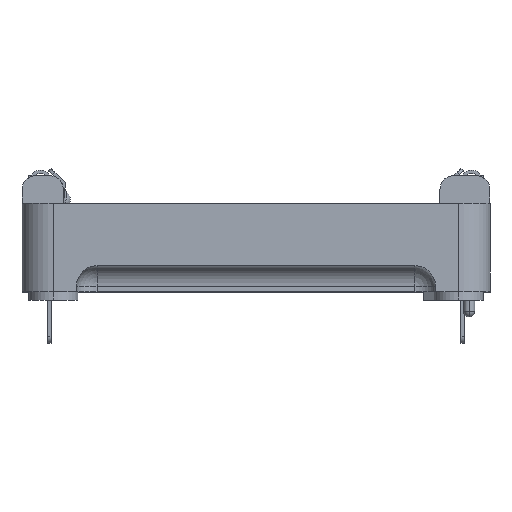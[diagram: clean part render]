
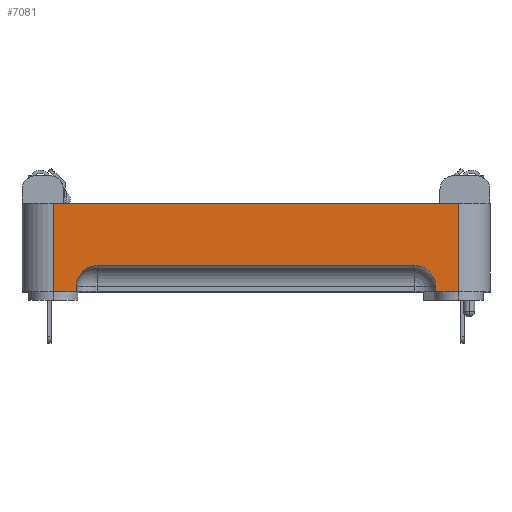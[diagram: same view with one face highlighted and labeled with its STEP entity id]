
A CAD part, top view. The second image highlights one B-rep face of the part: STEP entity #7081.
In plain terms, the highlighted planar face has unit normal (0, 0, 1).
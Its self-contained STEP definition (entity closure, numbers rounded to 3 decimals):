
#69 = EDGE_CURVE ( 'NONE', #4821, #3462, #7156, .T. ) ;
#101 = DIRECTION ( 'NONE',  ( 0., -1., 0. ) ) ;
#136 = EDGE_CURVE ( 'NONE', #1665, #1910, #5162, .T. ) ;
#186 = CARTESIAN_POINT ( 'NONE',  ( -16.505, 0.75, 8.89 ) ) ;
#217 = VECTOR ( 'NONE', #4101, 1000. ) ;
#249 = CARTESIAN_POINT ( 'NONE',  ( -18.61, 0.75, 8.89 ) ) ;
#349 = CARTESIAN_POINT ( 'NONE',  ( 18.61, 8.9, 8.89 ) ) ;
#377 = VERTEX_POINT ( 'NONE', #7805 ) ;
#379 = EDGE_CURVE ( 'NONE', #2482, #7401, #5433, .T. ) ;
#460 = LINE ( 'NONE', #4672, #5941 ) ;
#628 = ORIENTED_EDGE ( 'NONE', *, *, #4703, .T. ) ;
#734 = EDGE_CURVE ( 'NONE', #4198, #2482, #5510, .T. ) ;
#1038 = DIRECTION ( 'NONE',  ( 1., 0., 0. ) ) ;
#1117 = EDGE_LOOP ( 'NONE', ( #3921, #5110, #6705, #1281, #4458, #1564, #6126, #3013, #3080, #628 ) ) ;
#1281 = ORIENTED_EDGE ( 'NONE', *, *, #6977, .F. ) ;
#1459 = CARTESIAN_POINT ( 'NONE',  ( 16.505, 1.25, 8.89 ) ) ;
#1564 = ORIENTED_EDGE ( 'NONE', *, *, #3973, .F. ) ;
#1651 = VERTEX_POINT ( 'NONE', #2122 ) ;
#1665 = VERTEX_POINT ( 'NONE', #349 ) ;
#1754 = VERTEX_POINT ( 'NONE', #249 ) ;
#1760 = CARTESIAN_POINT ( 'NONE',  ( 16.505, 0.75, 8.89 ) ) ;
#1800 = DIRECTION ( 'NONE',  ( -1., 0., 0. ) ) ;
#1803 = EDGE_CURVE ( 'NONE', #4821, #1754, #7218, .T. ) ;
#1842 = DIRECTION ( 'NONE',  ( 0., 0., -1. ) ) ;
#1897 = CARTESIAN_POINT ( 'NONE',  ( -16.505, 0.75, 8.89 ) ) ;
#1910 = VERTEX_POINT ( 'NONE', #2817 ) ;
#2122 = CARTESIAN_POINT ( 'NONE',  ( -18.61, 8.9, 8.89 ) ) ;
#2353 = DIRECTION ( 'NONE',  ( -1., 0., 0. ) ) ;
#2390 = DIRECTION ( 'NONE',  ( 0., 0., -1. ) ) ;
#2422 = CARTESIAN_POINT ( 'NONE',  ( -16.505, 1.25, 8.89 ) ) ;
#2482 = VERTEX_POINT ( 'NONE', #4319 ) ;
#2499 = CARTESIAN_POINT ( 'NONE',  ( -14.6, 3.155, 8.89 ) ) ;
#2512 = CARTESIAN_POINT ( 'NONE',  ( -18.61, 8.9, 8.89 ) ) ;
#2614 = VECTOR ( 'NONE', #3324, 1000. ) ;
#2766 = CARTESIAN_POINT ( 'NONE',  ( -16.505, 0.75, 8.89 ) ) ;
#2817 = CARTESIAN_POINT ( 'NONE',  ( 18.61, 0.75, 8.89 ) ) ;
#2954 = CARTESIAN_POINT ( 'NONE',  ( 18.61, 8.9, 8.89 ) ) ;
#3013 = ORIENTED_EDGE ( 'NONE', *, *, #1803, .F. ) ;
#3080 = ORIENTED_EDGE ( 'NONE', *, *, #69, .T. ) ;
#3093 = CARTESIAN_POINT ( 'NONE',  ( -14.6, 1.25, 8.89 ) ) ;
#3221 = FACE_OUTER_BOUND ( 'NONE', #1117, .T. ) ;
#3324 = DIRECTION ( 'NONE',  ( 1., 0., 0. ) ) ;
#3462 = VERTEX_POINT ( 'NONE', #2422 ) ;
#3650 = CARTESIAN_POINT ( 'NONE',  ( 14.6, 1.25, 8.89 ) ) ;
#3659 = CIRCLE ( 'NONE', #7473, 1.905 ) ;
#3747 = DIRECTION ( 'NONE',  ( 0., 1., 0. ) ) ;
#3895 = VECTOR ( 'NONE', #101, 1000. ) ;
#3921 = ORIENTED_EDGE ( 'NONE', *, *, #734, .T. ) ;
#3934 = VECTOR ( 'NONE', #3747, 1000. ) ;
#3973 = EDGE_CURVE ( 'NONE', #1651, #1665, #460, .T. ) ;
#4101 = DIRECTION ( 'NONE',  ( 0., 1., 0. ) ) ;
#4198 = VERTEX_POINT ( 'NONE', #2499 ) ;
#4319 = CARTESIAN_POINT ( 'NONE',  ( 14.6, 3.155, 8.89 ) ) ;
#4417 = DIRECTION ( 'NONE',  ( 0., -1., 0. ) ) ;
#4458 = ORIENTED_EDGE ( 'NONE', *, *, #136, .F. ) ;
#4672 = CARTESIAN_POINT ( 'NONE',  ( 18.61, 8.9, 8.89 ) ) ;
#4676 = DIRECTION ( 'NONE',  ( -1., 0., 0. ) ) ;
#4703 = EDGE_CURVE ( 'NONE', #3462, #4198, #3659, .T. ) ;
#4821 = VERTEX_POINT ( 'NONE', #186 ) ;
#4859 = VECTOR ( 'NONE', #6986, 1000. ) ;
#4979 = VECTOR ( 'NONE', #4417, 1000. ) ;
#5020 = VECTOR ( 'NONE', #4676, 1000. ) ;
#5027 = LINE ( 'NONE', #2512, #3895 ) ;
#5110 = ORIENTED_EDGE ( 'NONE', *, *, #379, .T. ) ;
#5162 = LINE ( 'NONE', #5600, #4979 ) ;
#5315 = AXIS2_PLACEMENT_3D ( 'NONE', #3650, #5354, #2353 ) ;
#5354 = DIRECTION ( 'NONE',  ( 0., 0., -1. ) ) ;
#5359 = PLANE ( 'NONE',  #7540 ) ;
#5395 = LINE ( 'NONE', #1760, #217 ) ;
#5433 = CIRCLE ( 'NONE', #5315, 1.905 ) ;
#5449 = DIRECTION ( 'NONE',  ( -1., 0., 0. ) ) ;
#5510 = LINE ( 'NONE', #6449, #2614 ) ;
#5568 = LINE ( 'NONE', #6519, #5020 ) ;
#5600 = CARTESIAN_POINT ( 'NONE',  ( 18.61, 8.9, 8.89 ) ) ;
#5941 = VECTOR ( 'NONE', #1038, 1000. ) ;
#6126 = ORIENTED_EDGE ( 'NONE', *, *, #6558, .T. ) ;
#6449 = CARTESIAN_POINT ( 'NONE',  ( 14.6, 3.155, 8.89 ) ) ;
#6519 = CARTESIAN_POINT ( 'NONE',  ( 18.61, 0.75, 8.89 ) ) ;
#6527 = EDGE_CURVE ( 'NONE', #377, #7401, #5395, .T. ) ;
#6558 = EDGE_CURVE ( 'NONE', #1651, #1754, #5027, .T. ) ;
#6705 = ORIENTED_EDGE ( 'NONE', *, *, #6527, .F. ) ;
#6977 = EDGE_CURVE ( 'NONE', #1910, #377, #5568, .T. ) ;
#6986 = DIRECTION ( 'NONE',  ( -1., 0., 0. ) ) ;
#7081 = ADVANCED_FACE ( 'NONE', ( #3221 ), #5359, .F. ) ;
#7156 = LINE ( 'NONE', #1897, #3934 ) ;
#7218 = LINE ( 'NONE', #2766, #4859 ) ;
#7401 = VERTEX_POINT ( 'NONE', #1459 ) ;
#7473 = AXIS2_PLACEMENT_3D ( 'NONE', #3093, #1842, #5449 ) ;
#7540 = AXIS2_PLACEMENT_3D ( 'NONE', #2954, #2390, #1800 ) ;
#7805 = CARTESIAN_POINT ( 'NONE',  ( 16.505, 0.75, 8.89 ) ) ;
